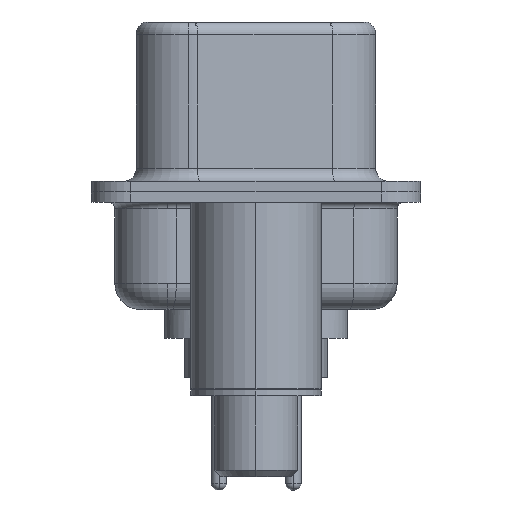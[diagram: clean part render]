
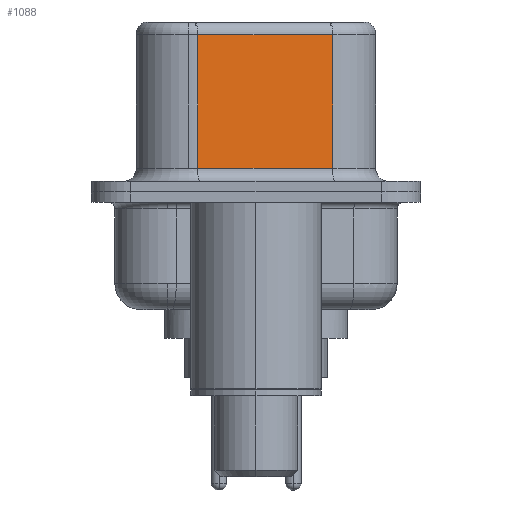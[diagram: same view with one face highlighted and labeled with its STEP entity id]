
A CAD part, left-side view. The second image highlights one B-rep face of the part: STEP entity #1088.
In plain terms, the highlighted planar face has unit normal (-0.985, -0.174, 0).
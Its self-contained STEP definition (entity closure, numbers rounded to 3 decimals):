
#276 = PLANE ( 'NONE',  #11846 ) ;
#930 = LINE ( 'NONE', #20651, #15162 ) ;
#1086 = DIRECTION ( 'NONE',  ( -0.174, 0.985, 0. ) ) ;
#1088 = ADVANCED_FACE ( 'NONE', ( #23038 ), #276, .F. ) ;
#2050 = CARTESIAN_POINT ( 'NONE',  ( 4.58, -2.927, 6.02 ) ) ;
#3422 = ORIENTED_EDGE ( 'NONE', *, *, #6266, .T. ) ;
#4239 = VERTEX_POINT ( 'NONE', #12478 ) ;
#6197 = DIRECTION ( 'NONE',  ( 0., 0., -1. ) ) ;
#6266 = EDGE_CURVE ( 'NONE', #17104, #15772, #15801, .T. ) ;
#6759 = VECTOR ( 'NONE', #14178, 1000. ) ;
#7115 = LINE ( 'NONE', #22662, #20586 ) ;
#7777 = VERTEX_POINT ( 'NONE', #2050 ) ;
#9463 = EDGE_CURVE ( 'NONE', #7777, #15772, #11667, .T. ) ;
#10017 = ORIENTED_EDGE ( 'NONE', *, *, #15452, .T. ) ;
#10018 = ORIENTED_EDGE ( 'NONE', *, *, #9463, .F. ) ;
#11667 = LINE ( 'NONE', #17470, #6759 ) ;
#11846 = AXIS2_PLACEMENT_3D ( 'NONE', #13044, #23165, #1086 ) ;
#12466 = ORIENTED_EDGE ( 'NONE', *, *, #14905, .T. ) ;
#12478 = CARTESIAN_POINT ( 'NONE',  ( 3.67, 2.233, 6.02 ) ) ;
#12791 = CARTESIAN_POINT ( 'NONE',  ( 3.67, 2.233, 0.9 ) ) ;
#13044 = CARTESIAN_POINT ( 'NONE',  ( 4.58, -2.927, 6.52 ) ) ;
#13795 = EDGE_LOOP ( 'NONE', ( #10018, #10017, #12466, #3422 ) ) ;
#14178 = DIRECTION ( 'NONE',  ( 0., 0., -1. ) ) ;
#14905 = EDGE_CURVE ( 'NONE', #4239, #17104, #7115, .T. ) ;
#15162 = VECTOR ( 'NONE', #20579, 1000. ) ;
#15262 = VECTOR ( 'NONE', #22771, 1000. ) ;
#15452 = EDGE_CURVE ( 'NONE', #7777, #4239, #930, .T. ) ;
#15772 = VERTEX_POINT ( 'NONE', #17814 ) ;
#15801 = LINE ( 'NONE', #21420, #15262 ) ;
#17104 = VERTEX_POINT ( 'NONE', #12791 ) ;
#17470 = CARTESIAN_POINT ( 'NONE',  ( 4.58, -2.927, 6.52 ) ) ;
#17814 = CARTESIAN_POINT ( 'NONE',  ( 4.58, -2.927, 0.9 ) ) ;
#20579 = DIRECTION ( 'NONE',  ( -0.174, 0.985, 0. ) ) ;
#20586 = VECTOR ( 'NONE', #6197, 1000. ) ;
#20651 = CARTESIAN_POINT ( 'NONE',  ( 4.58, -2.927, 6.02 ) ) ;
#21420 = CARTESIAN_POINT ( 'NONE',  ( 4.58, -2.927, 0.9 ) ) ;
#22662 = CARTESIAN_POINT ( 'NONE',  ( 3.67, 2.233, 6.52 ) ) ;
#22771 = DIRECTION ( 'NONE',  ( 0.174, -0.985, 0. ) ) ;
#23038 = FACE_OUTER_BOUND ( 'NONE', #13795, .T. ) ;
#23165 = DIRECTION ( 'NONE',  ( 0.985, 0.174, 0. ) ) ;
